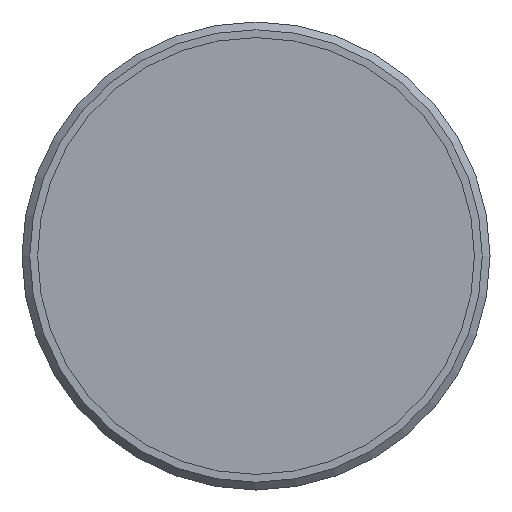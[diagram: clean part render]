
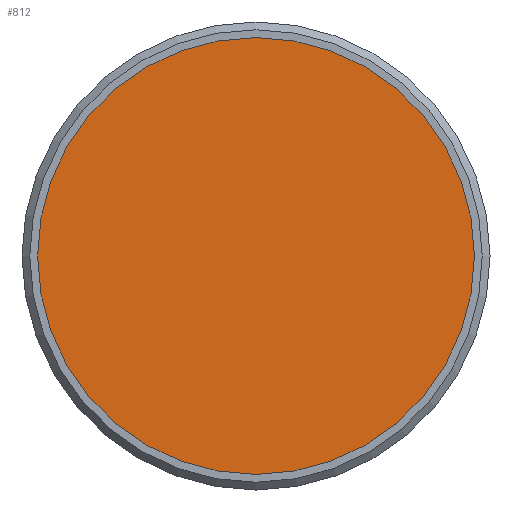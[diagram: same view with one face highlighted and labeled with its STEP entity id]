
A CAD part, front view. The second image highlights one B-rep face of the part: STEP entity #812.
In plain terms, the highlighted planar face has unit normal (0, -1, 0).
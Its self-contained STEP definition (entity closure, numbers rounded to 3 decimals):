
#60=PLANE('',#933);
#102=FACE_OUTER_BOUND('',#167,.T.);
#167=EDGE_LOOP('',(#635));
#302=CIRCLE('',#931,14.);
#368=VERTEX_POINT('',#1417);
#460=EDGE_CURVE('',#368,#368,#302,.T.);
#635=ORIENTED_EDGE('',*,*,#460,.T.);
#812=ADVANCED_FACE('',(#102),#60,.T.);
#931=AXIS2_PLACEMENT_3D('',#1418,#1156,#1157);
#933=AXIS2_PLACEMENT_3D('',#1422,#1161,#1162);
#1156=DIRECTION('center_axis',(0.,-1.,0.));
#1157=DIRECTION('ref_axis',(1.,0.,0.));
#1161=DIRECTION('center_axis',(0.,-1.,0.));
#1162=DIRECTION('ref_axis',(0.,0.,-1.));
#1417=CARTESIAN_POINT('',(-14.,-15.,0.));
#1418=CARTESIAN_POINT('Origin',(0.,-15.,0.));
#1422=CARTESIAN_POINT('Origin',(7.,-15.,0.));
